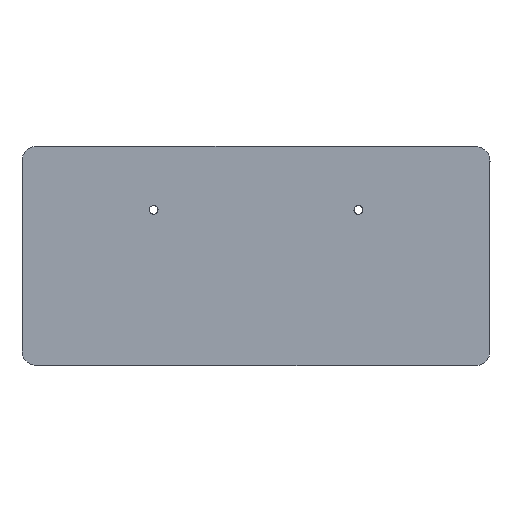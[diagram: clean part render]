
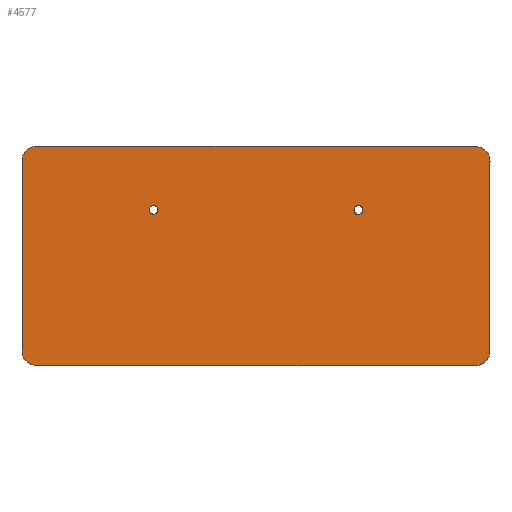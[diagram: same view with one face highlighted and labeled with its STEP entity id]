
A CAD part, front view. The second image highlights one B-rep face of the part: STEP entity #4577.
In plain terms, the highlighted planar face has unit normal (0, -1, 0).
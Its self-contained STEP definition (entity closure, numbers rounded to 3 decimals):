
#4301=CARTESIAN_POINT('',(185.016,-1.,44.982));
#4302=DIRECTION('',(0.,1.,0.));
#4303=DIRECTION('',(0.001,0.,1.));
#4304=AXIS2_PLACEMENT_3D('',#4301,#4302,#4303);
#4306=CARTESIAN_POINT('',(184.945,-1.,
-85.018));
#4307=DIRECTION('',(0.,1.,0.));
#4308=DIRECTION('',(1.,0.,-0.001));
#4309=AXIS2_PLACEMENT_3D('',#4306,#4307,#4308);
#4311=CARTESIAN_POINT('',(-115.055,-1.,
-84.854));
#4312=DIRECTION('',(0.,1.,0.));
#4313=DIRECTION('',(-0.001,0.,-1.));
#4314=AXIS2_PLACEMENT_3D('',#4311,#4312,#4313);
#4316=CARTESIAN_POINT('',(-114.984,-1.,
45.146));
#4317=DIRECTION('',(0.,1.,0.));
#4318=DIRECTION('',(-1.,0.,0.001));
#4319=AXIS2_PLACEMENT_3D('',#4316,#4317,#4318);
#4321=CARTESIAN_POINT('',(104.998,-1.,11.526));
#4322=DIRECTION('',(0.,-1.,0.));
#4323=DIRECTION('',(-0.877,0.,0.48));
#4324=AXIS2_PLACEMENT_3D('',#4321,#4322,#4323);
#4326=CARTESIAN_POINT('',(104.998,-1.,11.526));
#4327=DIRECTION('',(0.,-1.,0.));
#4328=DIRECTION('',(0.877,0.,-0.48));
#4329=AXIS2_PLACEMENT_3D('',#4326,#4327,#4328);
#4331=CARTESIAN_POINT('',(104.998,-1.,11.526));
#4332=DIRECTION('',(0.,-1.,0.));
#4333=DIRECTION('',(1.,0.,-0.001));
#4334=AXIS2_PLACEMENT_3D('',#4331,#4332,#4333);
#4336=CARTESIAN_POINT('',(-35.002,-1.,
11.603));
#4337=DIRECTION('',(0.,-1.,0.));
#4338=DIRECTION('',(0.878,0.,0.479));
#4339=AXIS2_PLACEMENT_3D('',#4336,#4337,#4338);
#4341=CARTESIAN_POINT('',(-35.002,-1.,
11.603));
#4342=DIRECTION('',(0.,-1.,0.));
#4343=DIRECTION('',(-0.878,0.,-0.479));
#4344=AXIS2_PLACEMENT_3D('',#4341,#4342,#4343);
#4346=CARTESIAN_POINT('',(-35.002,-1.,
11.603));
#4347=DIRECTION('',(0.,-1.,0.));
#4348=DIRECTION('',(1.,0.,-0.001));
#4349=AXIS2_PLACEMENT_3D('',#4346,#4347,#4348);
#4355=DIRECTION('',(-1.,0.,0.001));
#4356=VECTOR('',#4355,300.);
#4357=CARTESIAN_POINT('',(185.021,-1.,54.982));
#4358=LINE('',#4357,#4356);
#4411=DIRECTION('',(0.001,0.,1.));
#4412=VECTOR('',#4411,130.);
#4413=CARTESIAN_POINT('',(194.945,-1.,
-85.023));
#4414=LINE('',#4413,#4412);
#4423=DIRECTION('',(1.,0.,-0.001));
#4424=VECTOR('',#4423,300.);
#4425=CARTESIAN_POINT('',(-115.061,-1.,
-94.854));
#4426=LINE('',#4425,#4424);
#4435=DIRECTION('',(-0.001,0.,-1.));
#4436=VECTOR('',#4435,130.);
#4437=CARTESIAN_POINT('',(-124.984,-1.,
45.152));
#4438=LINE('',#4437,#4436);
#4463=CARTESIAN_POINT('',(-37.636,-1.,
10.166));
#4465=VERTEX_POINT('',#4463);
#4467=CARTESIAN_POINT('',(185.021,-1.,54.982));
#4468=CARTESIAN_POINT('',(195.016,-1.,44.977));
#4469=VERTEX_POINT('',#4467);
#4470=VERTEX_POINT('',#4468);
#4471=CARTESIAN_POINT('',(194.945,-1.,
-85.023));
#4472=VERTEX_POINT('',#4471);
#4473=CARTESIAN_POINT('',(184.939,-1.,
-95.018));
#4474=VERTEX_POINT('',#4473);
#4475=CARTESIAN_POINT('',(-115.061,-1.,
-94.854));
#4476=VERTEX_POINT('',#4475);
#4477=CARTESIAN_POINT('',(-125.055,-1.,
-84.848));
#4478=VERTEX_POINT('',#4477);
#4479=CARTESIAN_POINT('',(-124.984,-1.,
45.152));
#4480=VERTEX_POINT('',#4479);
#4481=CARTESIAN_POINT('',(-114.979,-1.,
55.146));
#4482=VERTEX_POINT('',#4481);
#4483=CARTESIAN_POINT('',(102.366,-1.,12.966));
#4484=CARTESIAN_POINT('',(107.63,-1.,10.086));
#4485=VERTEX_POINT('',#4483);
#4486=VERTEX_POINT('',#4484);
#4487=CARTESIAN_POINT('',(107.998,-1.,11.524));
#4488=VERTEX_POINT('',#4487);
#4489=CARTESIAN_POINT('',(-32.369,-1.,
13.039));
#4490=VERTEX_POINT('',#4489);
#4491=CARTESIAN_POINT('',(-32.002,-1.,
11.601));
#4492=VERTEX_POINT('',#4491);
#4540=CARTESIAN_POINT('',(34.98,-1.,
-19.936));
#4541=DIRECTION('',(0.,1.,0.));
#4542=DIRECTION('',(1.,0.,-0.001));
#4543=AXIS2_PLACEMENT_3D('',#4540,#4541,#4542);
#4544=PLANE('',#4543);
#4546=ORIENTED_EDGE('',*,*,#4545,.T.);
#4548=ORIENTED_EDGE('',*,*,#4547,.F.);
#4550=ORIENTED_EDGE('',*,*,#4549,.T.);
#4552=ORIENTED_EDGE('',*,*,#4551,.F.);
#4554=ORIENTED_EDGE('',*,*,#4553,.T.);
#4556=ORIENTED_EDGE('',*,*,#4555,.F.);
#4558=ORIENTED_EDGE('',*,*,#4557,.T.);
#4560=ORIENTED_EDGE('',*,*,#4559,.F.);
#4561=EDGE_LOOP('',(#4546,#4548,#4550,#4552,#4554,#4556,#4558,#4560));
#4562=FACE_OUTER_BOUND('',#4561,.F.);
#4564=ORIENTED_EDGE('',*,*,#4563,.T.);
#4566=ORIENTED_EDGE('',*,*,#4565,.T.);
#4568=ORIENTED_EDGE('',*,*,#4567,.T.);
#4569=EDGE_LOOP('',(#4564,#4566,#4568));
#4570=FACE_BOUND('',#4569,.F.);
#4572=ORIENTED_EDGE('',*,*,#4571,.T.);
#4573=ORIENTED_EDGE('',*,*,#4520,.T.);
#4574=ORIENTED_EDGE('',*,*,#4528,.T.);
#4575=EDGE_LOOP('',(#4572,#4573,#4574));
#4576=FACE_BOUND('',#4575,.F.);
#4305=CIRCLE('',#4304,10.);
#4310=CIRCLE('',#4309,10.);
#4315=CIRCLE('',#4314,10.);
#4320=CIRCLE('',#4319,10.);
#4325=CIRCLE('',#4324,3.);
#4330=CIRCLE('',#4329,3.);
#4335=CIRCLE('',#4334,3.);
#4340=CIRCLE('',#4339,3.);
#4345=CIRCLE('',#4344,3.);
#4350=CIRCLE('',#4349,3.);
#4520=EDGE_CURVE('',#4465,#4492,#4345,.T.);
#4528=EDGE_CURVE('',#4492,#4490,#4350,.T.);
#4545=EDGE_CURVE('',#4469,#4470,#4305,.T.);
#4547=EDGE_CURVE('',#4472,#4470,#4414,.T.);
#4549=EDGE_CURVE('',#4472,#4474,#4310,.T.);
#4551=EDGE_CURVE('',#4476,#4474,#4426,.T.);
#4553=EDGE_CURVE('',#4476,#4478,#4315,.T.);
#4555=EDGE_CURVE('',#4480,#4478,#4438,.T.);
#4557=EDGE_CURVE('',#4480,#4482,#4320,.T.);
#4559=EDGE_CURVE('',#4469,#4482,#4358,.T.);
#4563=EDGE_CURVE('',#4485,#4486,#4325,.T.);
#4565=EDGE_CURVE('',#4486,#4488,#4330,.T.);
#4567=EDGE_CURVE('',#4488,#4485,#4335,.T.);
#4571=EDGE_CURVE('',#4490,#4465,#4340,.T.);
#4577=ADVANCED_FACE('',(#4562,#4570,#4576),#4544,.F.);
